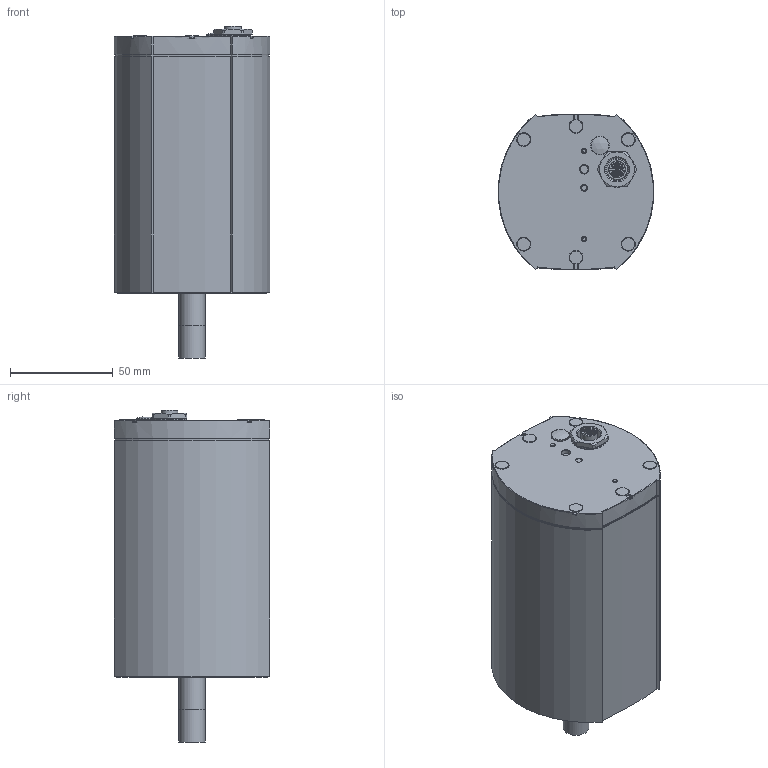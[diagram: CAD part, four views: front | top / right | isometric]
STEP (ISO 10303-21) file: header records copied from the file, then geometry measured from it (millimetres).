
FILE_DESCRIPTION(/* description */ (''),/* implementation_level */ '2;1');
FILE_NAME(/* name */ 'MCCT3xx_tube.stp',/* time_stamp */ '2020-06-03T09:30:49+02:00',/* author */ ('BEM'),/* organization */ (''),/* preprocessor_version */ 'ST-DEVELOPER v17',/* originating_system */ 'Autodesk Inventor 2018',/* authorisation */ '');
FILE_SCHEMA (('AUTOMOTIVE_DESIGN { 1 0 10303 214 3 1 1 }'));
Length unit declared in the file: millimetre
Products named in the file (1): Bauteil9
Bounding box: 75.68 x 76 x 161.93 mm (x, y, z)
Volume: 177609.4 mm3; surface area: 126981 mm2
Topology: 50 solids, 50 shells, 2796 faces, 7165 edges, 4542 vertices
Faces by surface type: cylinder 1059, plane 882, torus 407, cone 179, bspline 160, sphere 109
Full cylindrical faces by diameter (mm): 0.33 x196, 1 x1, 1.016 x2, 1.1 x8, 1.4 x1, 1.5 x4, 1.6 x8, 1.7 x5, 1.763 x1, 2.013 x12, 2.5 x7, 2.6 x1, 2.8 x6, 2.9 x1, 3 x1, 3.4 x1, 3.5 x5, 3.8 x1, 4 x7, 4.2 x1, 5.4 x7, 5.5 x7, 6 x3, 6.3 x6, 6.7 x1, 7.2 x1, 7.5 x1, 8 x1, 8.2 x1, 9 x1
Entity records: 96196 total; most frequent: CARTESIAN_POINT 23185, DIRECTION 15435, ORIENTED_EDGE 14242, EDGE_CURVE 7121, AXIS2_PLACEMENT_3D 6195, VERTEX_POINT 4542, CIRCLE 3494, EDGE_LOOP 3401
